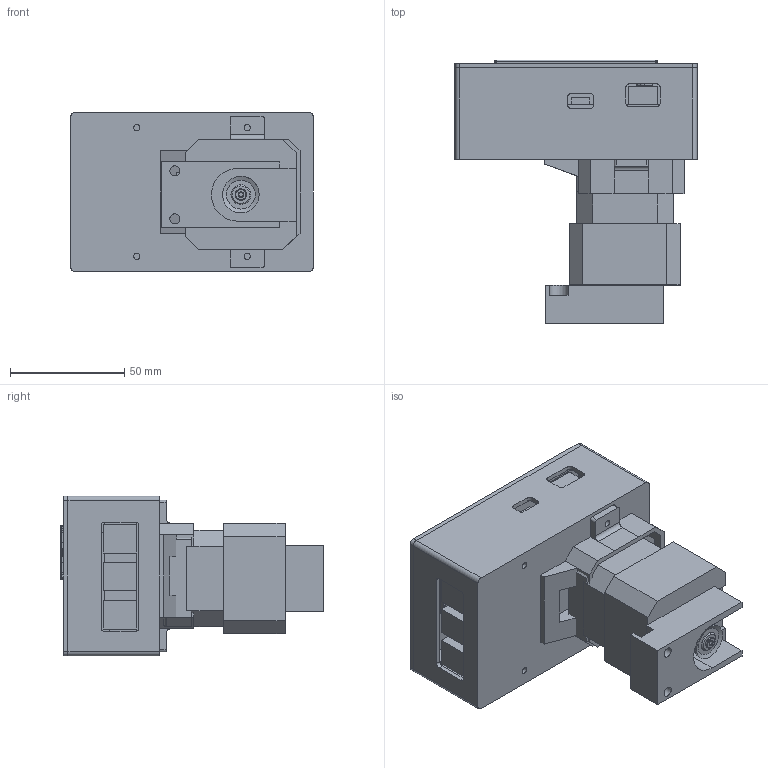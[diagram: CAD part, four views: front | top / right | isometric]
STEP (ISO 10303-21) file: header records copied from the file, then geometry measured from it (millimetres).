
FILE_DESCRIPTION(/* description */ (''),/* implementation_level */ '2;1');
FILE_NAME(/* name */ 'controller_enclosure_assy.step',/* time_stamp */ '2021-06-23T15:08:43+07:00',/* author */ (''),/* organization */ (''),/* preprocessor_version */ 'ST-DEVELOPER v18.1',/* originating_system */ 'Autodesk Translation Framework v10.9.0.1377',/* authorisation */ '');
FILE_SCHEMA (('AUTOMOTIVE_DESIGN { 1 0 10303 214 3 1 1 }'));
Length unit declared in the file: millimetre
Products named in the file (12): controller enclosure; PCB; LCD; LCD_1; Slider Parts; Component1; NEMA 17 with T5 Pulley; Base; Cuerpo; Tapa; Eje; T5 Pulley
Assembly tree (11 placements, depth 4):
  controller enclosure
    PCB
    LCD
      LCD_1
    Slider Parts
      Component1
      NEMA 17 with T5 Pulley
        Base
        Cuerpo
        Tapa
        Eje
        T5 Pulley
Bounding box: 106 x 115.45 x 70 mm (x, y, z)
Volume: 232583.6 mm3; surface area: 152693.9 mm2
Topology: 16 solids, 765 shells, 1235 faces, 4671 edges, 4242 vertices
Faces by surface type: plane 698, cylinder 466, torus 52, bspline 13, cone 6
Full cylindrical faces by diameter (mm): 2 x1, 2.7 x4, 2.75 x10, 3 x9, 3.5 x4, 4.4 x2, 5 x4, 6 x5, 6.2 x4, 7.6 x1, 8.645 x1, 11 x2, 16 x2, 22 x2
Entity records: 58369 total; most frequent: CARTESIAN_POINT 16616, DIRECTION 8532, ORIENTED_EDGE 5882, EDGE_CURVE 4669, VERTEX_POINT 4242, LINE 3046, VECTOR 3046, AXIS2_PLACEMENT_3D 2743
